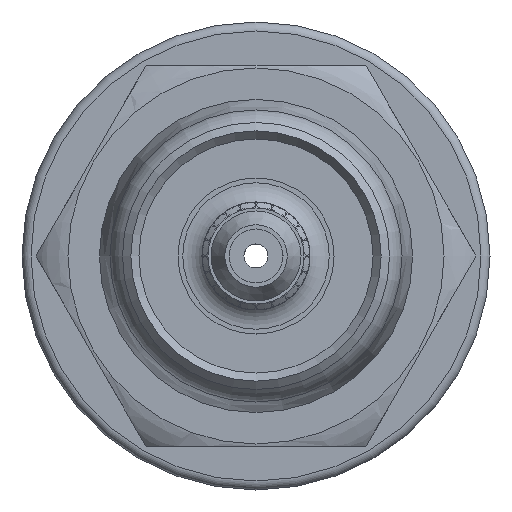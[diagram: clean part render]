
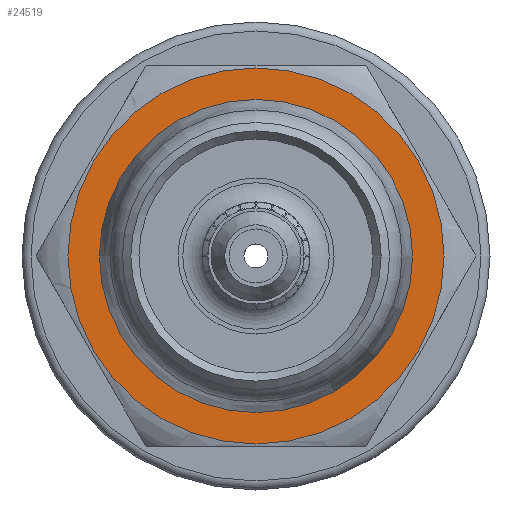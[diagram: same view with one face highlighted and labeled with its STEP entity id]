
A CAD part, left-side view. The second image highlights one B-rep face of the part: STEP entity #24519.
In plain terms, the highlighted planar face has unit normal (-1, 0, 0).
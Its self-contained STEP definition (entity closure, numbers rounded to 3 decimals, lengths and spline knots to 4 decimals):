
#6267=ORIENTED_EDGE('',*,*,#14050,.F.);
#6268=ORIENTED_EDGE('',*,*,#14140,.F.);
#14050=EDGE_CURVE('',#18024,#18024,#20143,.T.);
#14140=EDGE_CURVE('',#18114,#18114,#20193,.F.);
#18024=VERTEX_POINT('',#42331);
#18114=VERTEX_POINT('',#42521);
#20143=CIRCLE('',#39384,2.609);
#20193=CIRCLE('',#39444,3.134);
#20439=EDGE_LOOP('',(#6267));
#20440=EDGE_LOOP('',(#6268));
#22445=FACE_BOUND('',#20439,.T.);
#22446=FACE_BOUND('',#20440,.T.);
#24347=PLANE('',#39443);
#24519=ADVANCED_FACE('',(#22445,#22446),#24347,.T.);
#39384=AXIS2_PLACEMENT_3D('',#42330,#40424,#40425);
#39443=AXIS2_PLACEMENT_3D('',#42519,#40582,#40583);
#39444=AXIS2_PLACEMENT_3D('',#42520,#40584,#40585);
#40424=DIRECTION('',(-1.,0.,0.));
#40425=DIRECTION('',(0.,-1.,0.));
#40582=DIRECTION('',(-1.,0.,0.));
#40583=DIRECTION('',(0.,0.,1.));
#40584=DIRECTION('',(-1.,0.,0.));
#40585=DIRECTION('',(0.,0.,1.));
#42330=CARTESIAN_POINT('',(-1.7,0.,0.));
#42331=CARTESIAN_POINT('',(-1.7,-2.609,0.));
#42519=CARTESIAN_POINT('',(-1.7,0.,0.));
#42520=CARTESIAN_POINT('',(-1.7,0.,0.));
#42521=CARTESIAN_POINT('',(-1.7,0.,3.134));
